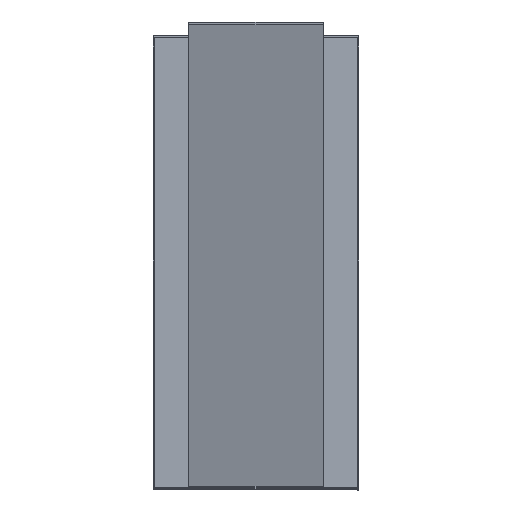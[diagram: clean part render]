
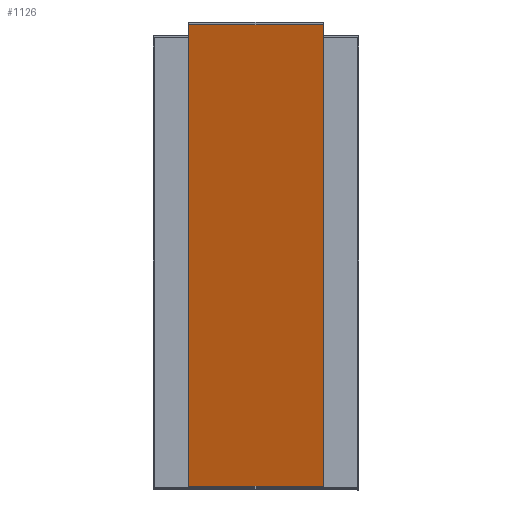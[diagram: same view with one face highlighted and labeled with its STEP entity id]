
A CAD part, top view. The second image highlights one B-rep face of the part: STEP entity #1126.
In plain terms, the highlighted planar face has unit normal (0, -0.272, 0.962).
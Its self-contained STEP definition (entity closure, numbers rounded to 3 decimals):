
#120=FACE_OUTER_BOUND('',#193,.T.);
#193=EDGE_LOOP('',(#979,#980,#981,#982));
#308=LINE('',#1792,#433);
#311=LINE('',#1798,#436);
#317=LINE('',#1809,#442);
#318=LINE('',#1811,#443);
#433=VECTOR('',#1486,1000.);
#436=VECTOR('',#1491,1000.);
#442=VECTOR('',#1503,1000.);
#443=VECTOR('',#1506,1000.);
#536=VERTEX_POINT('',#1789);
#537=VERTEX_POINT('',#1791);
#538=VERTEX_POINT('',#1795);
#539=VERTEX_POINT('',#1797);
#678=EDGE_CURVE('',#537,#536,#308,.T.);
#681=EDGE_CURVE('',#539,#538,#311,.T.);
#687=EDGE_CURVE('',#536,#539,#317,.T.);
#688=EDGE_CURVE('',#538,#537,#318,.T.);
#979=ORIENTED_EDGE('',*,*,#688,.T.);
#980=ORIENTED_EDGE('',*,*,#678,.T.);
#981=ORIENTED_EDGE('',*,*,#687,.T.);
#982=ORIENTED_EDGE('',*,*,#681,.T.);
#1029=PLANE('',#1221);
#1126=ADVANCED_FACE('',(#120),#1029,.T.);
#1221=AXIS2_PLACEMENT_3D('',#1812,#1507,#1508);
#1486=DIRECTION('',(0.,0.962,0.272));
#1491=DIRECTION('',(0.,-0.962,-0.272));
#1503=DIRECTION('',(-1.,0.,0.));
#1506=DIRECTION('',(1.,0.,0.));
#1507=DIRECTION('center_axis',(0.,-0.272,
0.962));
#1508=DIRECTION('ref_axis',(-1.,0.,0.));
#1789=CARTESIAN_POINT('',(1.9,6.7,12.927));
#1791=CARTESIAN_POINT('',(1.9,-6.3,9.25));
#1792=CARTESIAN_POINT('',(1.9,-6.3,9.25));
#1795=CARTESIAN_POINT('',(-1.9,-6.3,9.25));
#1797=CARTESIAN_POINT('',(-1.9,6.7,12.927));
#1798=CARTESIAN_POINT('',(-1.9,6.7,12.927));
#1809=CARTESIAN_POINT('',(1.9,6.7,12.927));
#1811=CARTESIAN_POINT('',(0.,-6.3,9.25));
#1812=CARTESIAN_POINT('Origin',(0.,0.2,
11.089));
